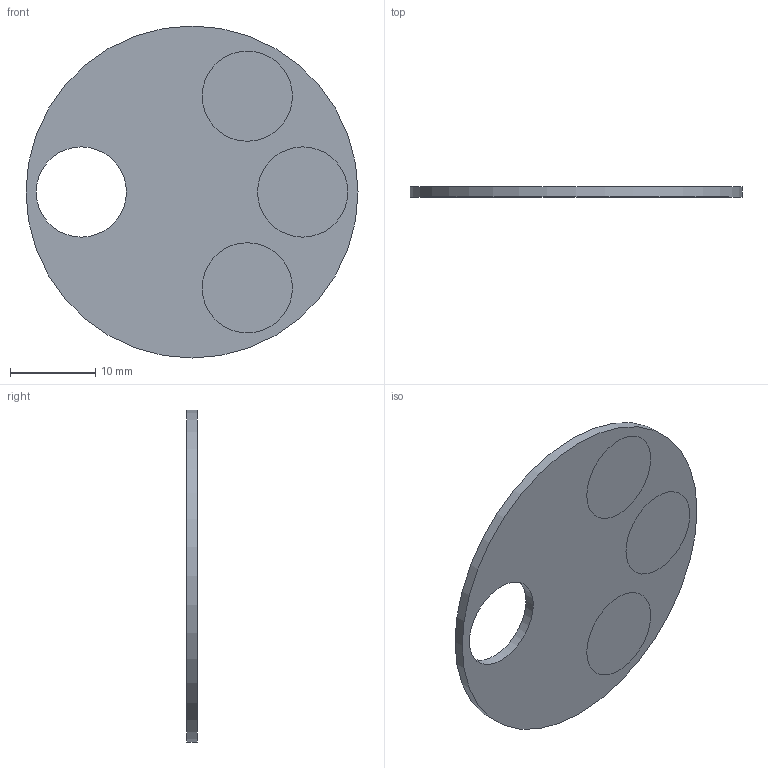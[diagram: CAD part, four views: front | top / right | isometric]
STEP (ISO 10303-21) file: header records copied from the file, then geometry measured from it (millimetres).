
FILE_DESCRIPTION(/* description */ (''),/* implementation_level */ '2;1');
FILE_NAME(/* name */ 'Magnetabstander_v2.step',/* time_stamp */ '2025-03-29T14:11:24+01:00',/* author */ (''),/* organization */ (''),/* preprocessor_version */ 'ST-DEVELOPER v20.1',/* originating_system */ 'Autodesk Translation Framework v14.4.0.0',/* authorisation */ '');
FILE_SCHEMA (('AUTOMOTIVE_DESIGN { 1 0 10303 214 3 1 1 }'));
Length unit declared in the file: millimetre
Products named in the file (1): Magnetabstander
Bounding box: 39 x 1.2 x 39 mm (x, y, z)
Surface area: 4389.7 mm2
Topology: 2 solids, 2 shells, 11 faces, 21 edges, 14 vertices
Faces by surface type: cylinder 7, plane 4
Full cylindrical faces by diameter (mm): 10.6 x5, 39 x2
Entity records: 341 total; most frequent: DIRECTION 59, CARTESIAN_POINT 47, ORIENTED_EDGE 42, AXIS2_PLACEMENT_3D 26, EDGE_LOOP 21, EDGE_CURVE 21, CIRCLE 14, VERTEX_POINT 14
